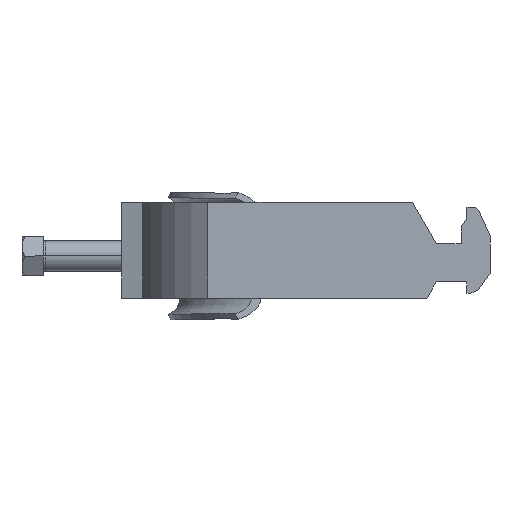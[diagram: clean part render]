
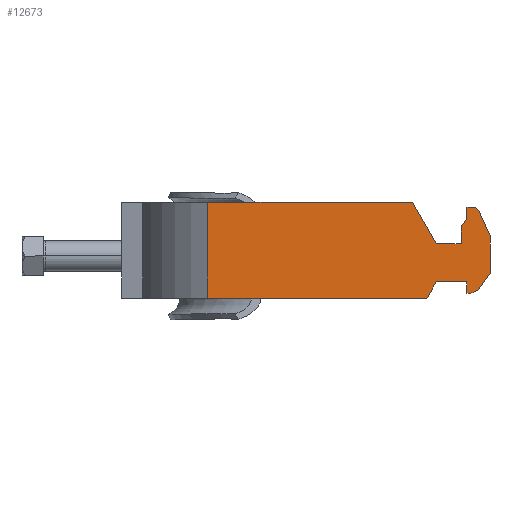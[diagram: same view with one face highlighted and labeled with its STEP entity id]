
A CAD part, left-side view. The second image highlights one B-rep face of the part: STEP entity #12673.
In plain terms, the highlighted planar face has unit normal (-1, 0, 0).
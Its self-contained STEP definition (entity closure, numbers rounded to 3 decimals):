
#120 = VECTOR ( 'NONE', #1925, 1000. ) ;
#282 = VECTOR ( 'NONE', #2849, 1000. ) ;
#297 = ORIENTED_EDGE ( 'NONE', *, *, #8369, .F. ) ;
#320 = EDGE_CURVE ( 'NONE', #5229, #9454, #8206, .T. ) ;
#398 = CARTESIAN_POINT ( 'NONE',  ( -32., -90., 8.25 ) ) ;
#412 = VECTOR ( 'NONE', #6979, 1000. ) ;
#626 = CARTESIAN_POINT ( 'NONE',  ( -32., -90., 12.5 ) ) ;
#684 = LINE ( 'NONE', #11802, #12604 ) ;
#881 = EDGE_CURVE ( 'NONE', #9790, #7338, #11901, .T. ) ;
#943 = LINE ( 'NONE', #12125, #10306 ) ;
#1047 = ORIENTED_EDGE ( 'NONE', *, *, #320, .F. ) ;
#1072 = VERTEX_POINT ( 'NONE', #3332 ) ;
#1127 = ORIENTED_EDGE ( 'NONE', *, *, #7465, .F. ) ;
#1151 = VECTOR ( 'NONE', #5968, 1000. ) ;
#1154 = ORIENTED_EDGE ( 'NONE', *, *, #3704, .F. ) ;
#1269 = CARTESIAN_POINT ( 'NONE',  ( -32., -96., -6.075 ) ) ;
#1285 = VERTEX_POINT ( 'NONE', #1799 ) ;
#1358 = VERTEX_POINT ( 'NONE', #10361 ) ;
#1502 = CARTESIAN_POINT ( 'NONE',  ( -32., -96., 3.75 ) ) ;
#1799 = CARTESIAN_POINT ( 'NONE',  ( -32., -90., -11.25 ) ) ;
#1908 = LINE ( 'NONE', #5074, #3489 ) ;
#1925 = DIRECTION ( 'NONE',  ( 0., 1., 0. ) ) ;
#2097 = VERTEX_POINT ( 'NONE', #11610 ) ;
#2199 = VECTOR ( 'NONE', #7853, 1000. ) ;
#2217 = VECTOR ( 'NONE', #2688, 1000. ) ;
#2367 = ORIENTED_EDGE ( 'NONE', *, *, #5567, .F. ) ;
#2379 = EDGE_CURVE ( 'NONE', #6786, #2097, #9731, .T. ) ;
#2424 = VERTEX_POINT ( 'NONE', #1502 ) ;
#2479 = ORIENTED_EDGE ( 'NONE', *, *, #9513, .F. ) ;
#2550 = ORIENTED_EDGE ( 'NONE', *, *, #7183, .F. ) ;
#2626 = VECTOR ( 'NONE', #10549, 1000. ) ;
#2688 = DIRECTION ( 'NONE',  ( 0., 0., 1. ) ) ;
#2710 = DIRECTION ( 'NONE',  ( 0., 0., 1. ) ) ;
#2780 = LINE ( 'NONE', #12636, #10036 ) ;
#2785 = DIRECTION ( 'NONE',  ( 0., 0.5, -0.866 ) ) ;
#2849 = DIRECTION ( 'NONE',  ( 0., 0., 1. ) ) ;
#2994 = EDGE_CURVE ( 'NONE', #7326, #5229, #1908, .T. ) ;
#3118 = VERTEX_POINT ( 'NONE', #12916 ) ;
#3332 = CARTESIAN_POINT ( 'NONE',  ( -32., -88.5, 1.75 ) ) ;
#3423 = DIRECTION ( 'NONE',  ( 0., -0.5, -0.866 ) ) ;
#3434 = ORIENTED_EDGE ( 'NONE', *, *, #9828, .F. ) ;
#3448 = VECTOR ( 'NONE', #9857, 1000. ) ;
#3489 = VECTOR ( 'NONE', #11076, 1000. ) ;
#3503 = LINE ( 'NONE', #7570, #11013 ) ;
#3585 = LINE ( 'NONE', #7652, #5369 ) ;
#3597 = DIRECTION ( 'NONE',  ( 0., 1., 0. ) ) ;
#3606 = CARTESIAN_POINT ( 'NONE',  ( -32., -22.443, -12.5 ) ) ;
#3704 = EDGE_CURVE ( 'NONE', #6033, #10354, #9428, .T. ) ;
#3725 = CARTESIAN_POINT ( 'NONE',  ( -32., -112.51, -5.96 ) ) ;
#3779 = CARTESIAN_POINT ( 'NONE',  ( -32., -128., 12.5 ) ) ;
#3822 = LINE ( 'NONE', #6029, #282 ) ;
#3898 = LINE ( 'NONE', #5152, #120 ) ;
#3966 = ORIENTED_EDGE ( 'NONE', *, *, #11619, .F. ) ;
#4012 = VECTOR ( 'NONE', #12422, 1000. ) ;
#4887 = VERTEX_POINT ( 'NONE', #12011 ) ;
#4907 = PLANE ( 'NONE',  #6485 ) ;
#4959 = ORIENTED_EDGE ( 'NONE', *, *, #9736, .T. ) ;
#4962 = CARTESIAN_POINT ( 'NONE',  ( -32., -102.485, 27.231 ) ) ;
#5074 = CARTESIAN_POINT ( 'NONE',  ( -32., -115.255, 21.424 ) ) ;
#5093 = VERTEX_POINT ( 'NONE', #7534 ) ;
#5152 = CARTESIAN_POINT ( 'NONE',  ( -32., -128., -11.25 ) ) ;
#5229 = VERTEX_POINT ( 'NONE', #6994 ) ;
#5369 = VECTOR ( 'NONE', #5644, 1000. ) ;
#5567 = EDGE_CURVE ( 'NONE', #7338, #7723, #13117, .T. ) ;
#5644 = DIRECTION ( 'NONE',  ( 0., 1., 0. ) ) ;
#5654 = CARTESIAN_POINT ( 'NONE',  ( -32., -75.793, 12.5 ) ) ;
#5968 = DIRECTION ( 'NONE',  ( 0., 0., -1. ) ) ;
#6029 = CARTESIAN_POINT ( 'NONE',  ( -32., -22.443, 12.5 ) ) ;
#6033 = VERTEX_POINT ( 'NONE', #5654 ) ;
#6082 = ORIENTED_EDGE ( 'NONE', *, *, #2994, .F. ) ;
#6412 = CARTESIAN_POINT ( 'NONE',  ( -32., -128., -12.5 ) ) ;
#6485 = AXIS2_PLACEMENT_3D ( 'NONE', #3779, #7848, #11046 ) ;
#6554 = EDGE_CURVE ( 'NONE', #2424, #7326, #6981, .T. ) ;
#6785 = EDGE_CURVE ( 'NONE', #3118, #2424, #9367, .T. ) ;
#6786 = VERTEX_POINT ( 'NONE', #398 ) ;
#6835 = ORIENTED_EDGE ( 'NONE', *, *, #6785, .F. ) ;
#6979 = DIRECTION ( 'NONE',  ( 0., 1., 0. ) ) ;
#6981 = LINE ( 'NONE', #11034, #1151 ) ;
#6994 = CARTESIAN_POINT ( 'NONE',  ( -32., -93., -10.36 ) ) ;
#7055 = DIRECTION ( 'NONE',  ( 0., -0.574, 0.819 ) ) ;
#7183 = EDGE_CURVE ( 'NONE', #10354, #1072, #8478, .T. ) ;
#7205 = CARTESIAN_POINT ( 'NONE',  ( -32., -130.704, 6.427 ) ) ;
#7252 = VECTOR ( 'NONE', #2785, 1000. ) ;
#7326 = VERTEX_POINT ( 'NONE', #1269 ) ;
#7338 = VERTEX_POINT ( 'NONE', #12444 ) ;
#7465 = EDGE_CURVE ( 'NONE', #1285, #4887, #3503, .T. ) ;
#7499 = CARTESIAN_POINT ( 'NONE',  ( -32., -98.043, -0.838 ) ) ;
#7534 = CARTESIAN_POINT ( 'NONE',  ( -32., -22.443, 12.5 ) ) ;
#7570 = CARTESIAN_POINT ( 'NONE',  ( -32., -90., 12.5 ) ) ;
#7652 = CARTESIAN_POINT ( 'NONE',  ( -32., -128., 12.5 ) ) ;
#7723 = VERTEX_POINT ( 'NONE', #3606 ) ;
#7848 = DIRECTION ( 'NONE',  ( 1., 0., 0. ) ) ;
#7853 = DIRECTION ( 'NONE',  ( 0., -0.766, -0.643 ) ) ;
#7857 = CARTESIAN_POINT ( 'NONE',  ( -32., -82., -8.25 ) ) ;
#8206 = LINE ( 'NONE', #7205, #12581 ) ;
#8269 = DIRECTION ( 'NONE',  ( 0., 0.914, -0.407 ) ) ;
#8369 = EDGE_CURVE ( 'NONE', #9809, #3118, #10772, .T. ) ;
#8449 = EDGE_LOOP ( 'NONE', ( #9912, #3434, #1127, #3966, #1047, #6082, #11533, #6835, #297, #2479, #10150, #11037, #12558, #2550, #1154, #4959, #8654, #2367 ) ) ;
#8478 = LINE ( 'NONE', #12488, #4012 ) ;
#8487 = CARTESIAN_POINT ( 'NONE',  ( -32., -88.845, -10.106 ) ) ;
#8654 = ORIENTED_EDGE ( 'NONE', *, *, #10627, .F. ) ;
#9367 = LINE ( 'NONE', #7499, #2626 ) ;
#9428 = LINE ( 'NONE', #8487, #12245 ) ;
#9441 = CARTESIAN_POINT ( 'NONE',  ( -32., -82., 1.75 ) ) ;
#9454 = VERTEX_POINT ( 'NONE', #12863 ) ;
#9513 = EDGE_CURVE ( 'NONE', #2097, #9809, #11058, .T. ) ;
#9731 = LINE ( 'NONE', #626, #2217 ) ;
#9736 = EDGE_CURVE ( 'NONE', #6033, #5093, #3585, .T. ) ;
#9790 = VERTEX_POINT ( 'NONE', #7857 ) ;
#9809 = VERTEX_POINT ( 'NONE', #11865 ) ;
#9828 = EDGE_CURVE ( 'NONE', #4887, #9790, #684, .T. ) ;
#9857 = DIRECTION ( 'NONE',  ( 0., -1., 0. ) ) ;
#9912 = ORIENTED_EDGE ( 'NONE', *, *, #881, .F. ) ;
#10036 = VECTOR ( 'NONE', #12761, 1000. ) ;
#10150 = ORIENTED_EDGE ( 'NONE', *, *, #2379, .F. ) ;
#10306 = VECTOR ( 'NONE', #7055, 1000. ) ;
#10354 = VERTEX_POINT ( 'NONE', #9441 ) ;
#10361 = CARTESIAN_POINT ( 'NONE',  ( -32., -88.5, 6.108 ) ) ;
#10470 = EDGE_CURVE ( 'NONE', #1072, #1358, #2780, .T. ) ;
#10549 = DIRECTION ( 'NONE',  ( 0., -0.407, -0.914 ) ) ;
#10627 = EDGE_CURVE ( 'NONE', #7723, #5093, #3822, .T. ) ;
#10772 = LINE ( 'NONE', #3725, #2199 ) ;
#11013 = VECTOR ( 'NONE', #2710, 1000. ) ;
#11034 = CARTESIAN_POINT ( 'NONE',  ( -32., -96., 12.5 ) ) ;
#11037 = ORIENTED_EDGE ( 'NONE', *, *, #12700, .F. ) ;
#11046 = DIRECTION ( 'NONE',  ( 0., 1., 0. ) ) ;
#11058 = LINE ( 'NONE', #12002, #3448 ) ;
#11076 = DIRECTION ( 'NONE',  ( 0., 0.574, -0.819 ) ) ;
#11533 = ORIENTED_EDGE ( 'NONE', *, *, #6554, .F. ) ;
#11610 = CARTESIAN_POINT ( 'NONE',  ( -32., -90., 11.25 ) ) ;
#11619 = EDGE_CURVE ( 'NONE', #9454, #1285, #3898, .T. ) ;
#11802 = CARTESIAN_POINT ( 'NONE',  ( -32., -128., -8.25 ) ) ;
#11865 = CARTESIAN_POINT ( 'NONE',  ( -32., -92., 11.25 ) ) ;
#11901 = LINE ( 'NONE', #4962, #7252 ) ;
#12002 = CARTESIAN_POINT ( 'NONE',  ( -32., -128., 11.25 ) ) ;
#12011 = CARTESIAN_POINT ( 'NONE',  ( -32., -90., -8.25 ) ) ;
#12125 = CARTESIAN_POINT ( 'NONE',  ( -32., -104.498, 28.956 ) ) ;
#12245 = VECTOR ( 'NONE', #3423, 1000. ) ;
#12422 = DIRECTION ( 'NONE',  ( 0., -1., 0. ) ) ;
#12444 = CARTESIAN_POINT ( 'NONE',  ( -32., -79.546, -12.5 ) ) ;
#12488 = CARTESIAN_POINT ( 'NONE',  ( -32., -128., 1.75 ) ) ;
#12558 = ORIENTED_EDGE ( 'NONE', *, *, #10470, .F. ) ;
#12581 = VECTOR ( 'NONE', #8269, 1000. ) ;
#12604 = VECTOR ( 'NONE', #3597, 1000. ) ;
#12636 = CARTESIAN_POINT ( 'NONE',  ( -32., -88.5, 12.5 ) ) ;
#12673 = ADVANCED_FACE ( 'NONE', ( #12917 ), #4907, .F. ) ;
#12700 = EDGE_CURVE ( 'NONE', #1358, #6786, #943, .T. ) ;
#12761 = DIRECTION ( 'NONE',  ( 0., 0., 1. ) ) ;
#12863 = CARTESIAN_POINT ( 'NONE',  ( -32., -91., -11.25 ) ) ;
#12916 = CARTESIAN_POINT ( 'NONE',  ( -32., -93.055, 10.365 ) ) ;
#12917 = FACE_OUTER_BOUND ( 'NONE', #8449, .T. ) ;
#13117 = LINE ( 'NONE', #6412, #412 ) ;
